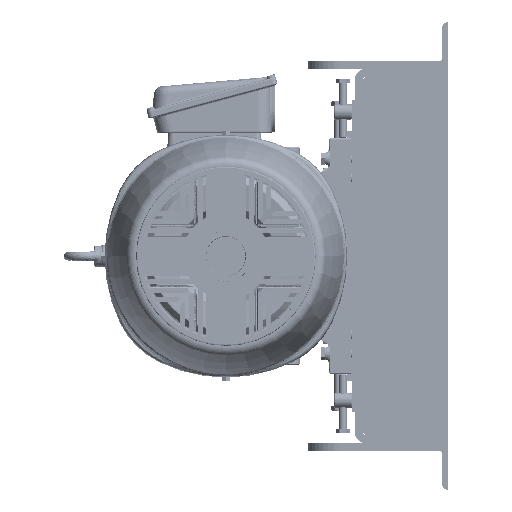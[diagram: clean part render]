
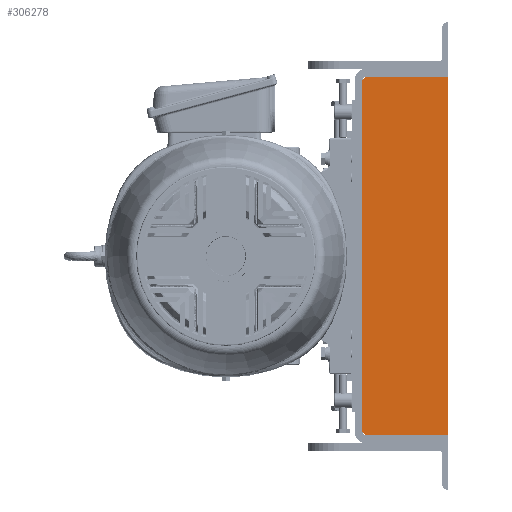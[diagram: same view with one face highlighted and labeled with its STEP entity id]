
A CAD part, left-side view. The second image highlights one B-rep face of the part: STEP entity #306278.
In plain terms, the highlighted planar face has unit normal (-1, 0, 0).
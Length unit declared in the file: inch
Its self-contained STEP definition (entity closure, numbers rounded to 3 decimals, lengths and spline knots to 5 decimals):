
#3290 = LINE ( 'NONE', #210606, #336650 ) ;
#24759 = ORIENTED_EDGE ( 'NONE', *, *, #331510, .F. ) ;
#37237 = DIRECTION ( 'NONE',  ( 0., 1., 0. ) ) ;
#37912 = VECTOR ( 'NONE', #78562, 39.37008 ) ;
#48358 = CARTESIAN_POINT ( 'NONE',  ( 0., 5.25, -0.5 ) ) ;
#48515 = ORIENTED_EDGE ( 'NONE', *, *, #275434, .F. ) ;
#48871 = CARTESIAN_POINT ( 'NONE',  ( 0., 5.25, -23.5 ) ) ;
#51331 = DIRECTION ( 'NONE',  ( 0., 0., -1. ) ) ;
#58520 = ORIENTED_EDGE ( 'NONE', *, *, #97747, .F. ) ;
#62090 = VERTEX_POINT ( 'NONE', #48871 ) ;
#75090 = LINE ( 'NONE', #104472, #37912 ) ;
#78562 = DIRECTION ( 'NONE',  ( 0., 0.707, 0.707 ) ) ;
#81825 = PLANE ( 'NONE',  #288708 ) ;
#83102 = LINE ( 'NONE', #221516, #342279 ) ;
#92956 = CARTESIAN_POINT ( 'NONE',  ( 0., 5.5, -23.25 ) ) ;
#97747 = EDGE_CURVE ( 'NONE', #249341, #62090, #3290, .T. ) ;
#104472 = CARTESIAN_POINT ( 'NONE',  ( 0., 5.5, -23.25 ) ) ;
#110190 = DIRECTION ( 'NONE',  ( 0., -1., 0. ) ) ;
#112905 = DIRECTION ( 'NONE',  ( 0., 0., 1. ) ) ;
#113827 = VERTEX_POINT ( 'NONE', #48358 ) ;
#115243 = CARTESIAN_POINT ( 'NONE',  ( 0., 5.5, -0.75 ) ) ;
#134944 = EDGE_CURVE ( 'NONE', #62090, #261411, #75090, .T. ) ;
#144955 = LINE ( 'NONE', #200637, #283792 ) ;
#149282 = LINE ( 'NONE', #169081, #260293 ) ;
#166687 = FACE_OUTER_BOUND ( 'NONE', #346728, .T. ) ;
#169081 = CARTESIAN_POINT ( 'NONE',  ( 0., 0., -23.5 ) ) ;
#171041 = CARTESIAN_POINT ( 'NONE',  ( 0., 0., 0.91166 ) ) ;
#200637 = CARTESIAN_POINT ( 'NONE',  ( 0., 0., -0.5 ) ) ;
#210606 = CARTESIAN_POINT ( 'NONE',  ( 0., 5.25, -23.5 ) ) ;
#221516 = CARTESIAN_POINT ( 'NONE',  ( 0., 5.25, -0.5 ) ) ;
#224065 = DIRECTION ( 'NONE',  ( 0., -0.707, 0.707 ) ) ;
#224147 = VERTEX_POINT ( 'NONE', #287945 ) ;
#225553 = VECTOR ( 'NONE', #239588, 39.37008 ) ;
#230426 = DIRECTION ( 'NONE',  ( -1., 0., 0. ) ) ;
#239588 = DIRECTION ( 'NONE',  ( 0., 0., 1. ) ) ;
#249341 = VERTEX_POINT ( 'NONE', #259602 ) ;
#259602 = CARTESIAN_POINT ( 'NONE',  ( 0., 0., -23.5 ) ) ;
#260293 = VECTOR ( 'NONE', #51331, 39.37008 ) ;
#261411 = VERTEX_POINT ( 'NONE', #92956 ) ;
#275434 = EDGE_CURVE ( 'NONE', #366141, #113827, #83102, .T. ) ;
#281401 = LINE ( 'NONE', #355086, #225553 ) ;
#283792 = VECTOR ( 'NONE', #110190, 39.37008 ) ;
#287945 = CARTESIAN_POINT ( 'NONE',  ( 0., 0., -0.5 ) ) ;
#288708 = AXIS2_PLACEMENT_3D ( 'NONE', #171041, #230426, #112905 ) ;
#290282 = EDGE_CURVE ( 'NONE', #113827, #224147, #144955, .T. ) ;
#292645 = ORIENTED_EDGE ( 'NONE', *, *, #290282, .F. ) ;
#300081 = ORIENTED_EDGE ( 'NONE', *, *, #359211, .F. ) ;
#306278 = ADVANCED_FACE ( 'NONE', ( #166687 ), #81825, .T. ) ;
#331510 = EDGE_CURVE ( 'NONE', #224147, #249341, #149282, .T. ) ;
#336650 = VECTOR ( 'NONE', #37237, 39.37008 ) ;
#342279 = VECTOR ( 'NONE', #224065, 39.37008 ) ;
#346728 = EDGE_LOOP ( 'NONE', ( #24759, #292645, #48515, #300081, #383432, #58520 ) ) ;
#355086 = CARTESIAN_POINT ( 'NONE',  ( 0., 5.5, -0.75 ) ) ;
#359211 = EDGE_CURVE ( 'NONE', #261411, #366141, #281401, .T. ) ;
#366141 = VERTEX_POINT ( 'NONE', #115243 ) ;
#383432 = ORIENTED_EDGE ( 'NONE', *, *, #134944, .F. ) ;
